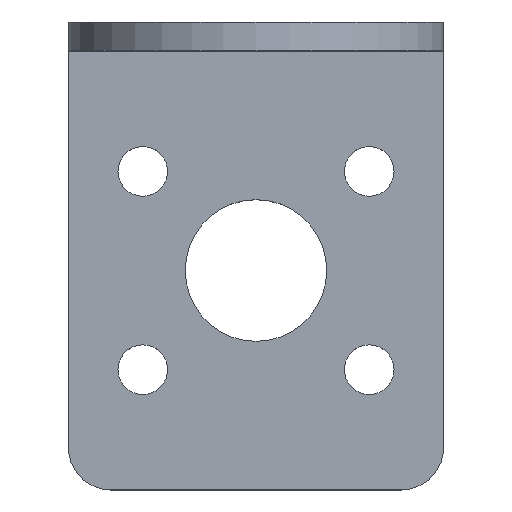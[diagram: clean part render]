
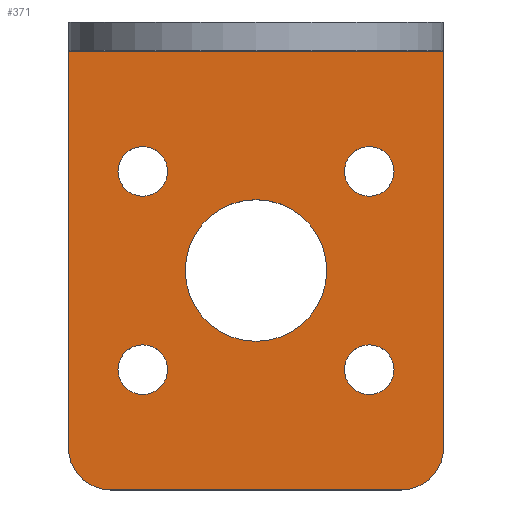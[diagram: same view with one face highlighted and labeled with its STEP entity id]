
A CAD part, top view. The second image highlights one B-rep face of the part: STEP entity #371.
In plain terms, the highlighted planar face has unit normal (0, 0, 1).
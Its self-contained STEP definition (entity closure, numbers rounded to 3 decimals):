
#15=FACE_BOUND('',#60,.T.);
#16=FACE_BOUND('',#61,.T.);
#17=FACE_BOUND('',#62,.T.);
#18=FACE_BOUND('',#63,.T.);
#19=FACE_BOUND('',#64,.T.);
#32=PLANE('',#412);
#40=FACE_OUTER_BOUND('',#59,.T.);
#59=EDGE_LOOP('',(#263,#264,#265,#266,#267,#268));
#60=EDGE_LOOP('',(#269));
#61=EDGE_LOOP('',(#270));
#62=EDGE_LOOP('',(#271));
#63=EDGE_LOOP('',(#272));
#64=EDGE_LOOP('',(#273));
#94=LINE('',#578,#121);
#97=LINE('',#584,#124);
#98=LINE('',#586,#125);
#99=LINE('',#588,#126);
#121=VECTOR('',#463,10.);
#124=VECTOR('',#468,10.);
#125=VECTOR('',#469,10.);
#126=VECTOR('',#470,10.);
#146=CIRCLE('',#409,3.);
#148=CIRCLE('',#413,3.);
#149=CIRCLE('',#414,1.75);
#150=CIRCLE('',#415,1.75);
#151=CIRCLE('',#416,1.75);
#152=CIRCLE('',#417,1.75);
#153=CIRCLE('',#418,5.);
#170=VERTEX_POINT('',#568);
#171=VERTEX_POINT('',#569);
#174=VERTEX_POINT('',#577);
#176=VERTEX_POINT('',#583);
#177=VERTEX_POINT('',#585);
#178=VERTEX_POINT('',#587);
#179=VERTEX_POINT('',#590);
#180=VERTEX_POINT('',#592);
#181=VERTEX_POINT('',#594);
#182=VERTEX_POINT('',#596);
#183=VERTEX_POINT('',#598);
#204=EDGE_CURVE('',#170,#171,#146,.T.);
#208=EDGE_CURVE('',#171,#174,#94,.T.);
#211=EDGE_CURVE('',#176,#170,#97,.T.);
#212=EDGE_CURVE('',#177,#176,#98,.T.);
#213=EDGE_CURVE('',#178,#177,#99,.T.);
#214=EDGE_CURVE('',#174,#178,#148,.T.);
#215=EDGE_CURVE('',#179,#179,#149,.T.);
#216=EDGE_CURVE('',#180,#180,#150,.T.);
#217=EDGE_CURVE('',#181,#181,#151,.T.);
#218=EDGE_CURVE('',#182,#182,#152,.T.);
#219=EDGE_CURVE('',#183,#183,#153,.T.);
#263=ORIENTED_EDGE('',*,*,#204,.F.);
#264=ORIENTED_EDGE('',*,*,#211,.F.);
#265=ORIENTED_EDGE('',*,*,#212,.F.);
#266=ORIENTED_EDGE('',*,*,#213,.F.);
#267=ORIENTED_EDGE('',*,*,#214,.F.);
#268=ORIENTED_EDGE('',*,*,#208,.F.);
#269=ORIENTED_EDGE('',*,*,#215,.F.);
#270=ORIENTED_EDGE('',*,*,#216,.F.);
#271=ORIENTED_EDGE('',*,*,#217,.F.);
#272=ORIENTED_EDGE('',*,*,#218,.F.);
#273=ORIENTED_EDGE('',*,*,#219,.F.);
#371=ADVANCED_FACE('',(#40,#15,#16,#17,#18,#19),#32,.T.);
#409=AXIS2_PLACEMENT_3D('',#570,#455,#456);
#412=AXIS2_PLACEMENT_3D('',#582,#466,#467);
#413=AXIS2_PLACEMENT_3D('',#589,#471,#472);
#414=AXIS2_PLACEMENT_3D('',#591,#473,#474);
#415=AXIS2_PLACEMENT_3D('',#593,#475,#476);
#416=AXIS2_PLACEMENT_3D('',#595,#477,#478);
#417=AXIS2_PLACEMENT_3D('',#597,#479,#480);
#418=AXIS2_PLACEMENT_3D('',#599,#481,#482);
#455=DIRECTION('center_axis',(0.,0.,-1.));
#456=DIRECTION('ref_axis',(0.707,-0.707,0.));
#463=DIRECTION('',(-1.,0.,0.));
#466=DIRECTION('center_axis',(0.,0.,1.));
#467=DIRECTION('ref_axis',(1.,0.,0.));
#468=DIRECTION('',(0.,-1.,0.));
#469=DIRECTION('',(1.,0.,0.));
#470=DIRECTION('',(0.,1.,0.));
#471=DIRECTION('center_axis',(0.,0.,-1.));
#472=DIRECTION('ref_axis',(-0.707,-0.707,0.));
#473=DIRECTION('center_axis',(0.,0.,1.));
#474=DIRECTION('ref_axis',(1.,0.,0.));
#475=DIRECTION('center_axis',(0.,0.,1.));
#476=DIRECTION('ref_axis',(1.,0.,0.));
#477=DIRECTION('center_axis',(0.,0.,1.));
#478=DIRECTION('ref_axis',(1.,0.,0.));
#479=DIRECTION('center_axis',(0.,0.,1.));
#480=DIRECTION('ref_axis',(1.,0.,0.));
#481=DIRECTION('center_axis',(0.,0.,1.));
#482=DIRECTION('ref_axis',(1.,0.,0.));
#568=CARTESIAN_POINT('',(211.5,-28.,2.));
#569=CARTESIAN_POINT('',(208.5,-31.,2.));
#570=CARTESIAN_POINT('Origin',(208.5,-28.,2.));
#577=CARTESIAN_POINT('',(188.,-31.,2.));
#578=CARTESIAN_POINT('',(191.625,-31.,2.));
#582=CARTESIAN_POINT('Origin',(198.25,-15.5,2.));
#583=CARTESIAN_POINT('',(211.5,0.,2.));
#584=CARTESIAN_POINT('',(211.5,-23.25,2.));
#585=CARTESIAN_POINT('',(185.,0.,2.));
#586=CARTESIAN_POINT('',(204.875,0.,2.));
#587=CARTESIAN_POINT('',(185.,-28.,2.));
#588=CARTESIAN_POINT('',(185.,-7.75,2.));
#589=CARTESIAN_POINT('Origin',(188.,-28.,2.));
#590=CARTESIAN_POINT('',(204.5,-8.5,2.));
#591=CARTESIAN_POINT('Origin',(206.25,-8.5,2.));
#592=CARTESIAN_POINT('',(188.5,-22.5,2.));
#593=CARTESIAN_POINT('Origin',(190.25,-22.5,2.));
#594=CARTESIAN_POINT('',(188.5,-8.5,2.));
#595=CARTESIAN_POINT('Origin',(190.25,-8.5,2.));
#596=CARTESIAN_POINT('',(204.5,-22.5,2.));
#597=CARTESIAN_POINT('Origin',(206.25,-22.5,2.));
#598=CARTESIAN_POINT('',(193.25,-15.5,2.));
#599=CARTESIAN_POINT('Origin',(198.25,-15.5,2.));
